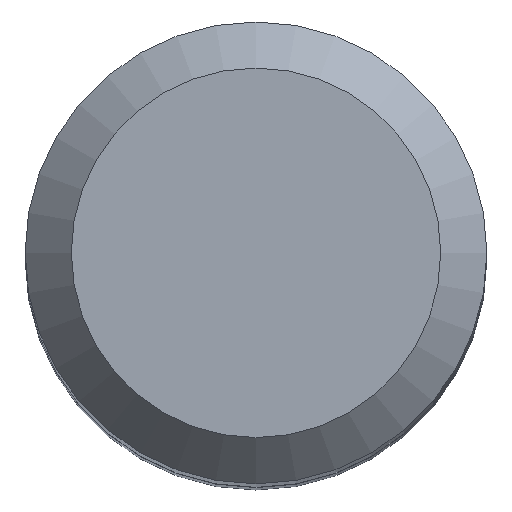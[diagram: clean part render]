
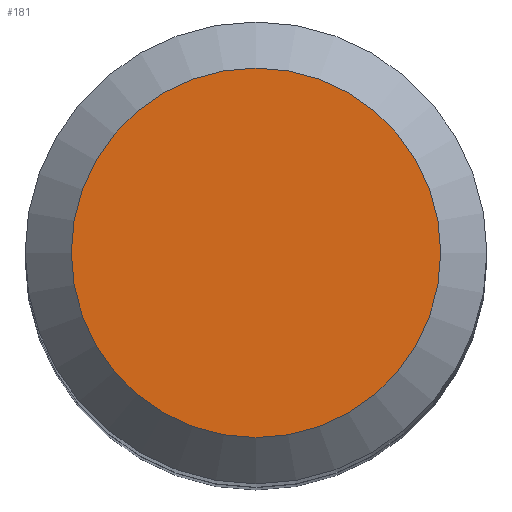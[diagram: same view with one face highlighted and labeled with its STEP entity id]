
A CAD part, top view. The second image highlights one B-rep face of the part: STEP entity #181.
In plain terms, the highlighted planar face has unit normal (0, 0, 1).
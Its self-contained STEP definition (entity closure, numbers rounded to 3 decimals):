
#9 = CARTESIAN_POINT ( 'NONE',  ( 0., 0., 0. ) ) ;
#15 = DIRECTION ( 'NONE',  ( 1., 0., 0. ) ) ;
#86 = AXIS2_PLACEMENT_3D ( 'NONE', #149, #196, #133 ) ;
#93 = FACE_OUTER_BOUND ( 'NONE', #246, .T. ) ;
#120 = VERTEX_POINT ( 'NONE', #202 ) ;
#130 = AXIS2_PLACEMENT_3D ( 'NONE', #9, #132, #15 ) ;
#132 = DIRECTION ( 'NONE',  ( 0., 0., 1. ) ) ;
#133 = DIRECTION ( 'NONE',  ( 1., 0., 0. ) ) ;
#149 = CARTESIAN_POINT ( 'NONE',  ( 0., 0., 0. ) ) ;
#156 = ORIENTED_EDGE ( 'NONE', *, *, #232, .T. ) ;
#181 = ADVANCED_FACE ( 'NONE', ( #93 ), #219, .T. ) ;
#196 = DIRECTION ( 'NONE',  ( 0., 0., 1. ) ) ;
#202 = CARTESIAN_POINT ( 'NONE',  ( 4.8, 0., 0. ) ) ;
#219 = PLANE ( 'NONE',  #86 ) ;
#232 = EDGE_CURVE ( 'NONE', #120, #120, #250, .T. ) ;
#246 = EDGE_LOOP ( 'NONE', ( #156 ) ) ;
#250 = CIRCLE ( 'NONE', #130, 4.8 ) ;
